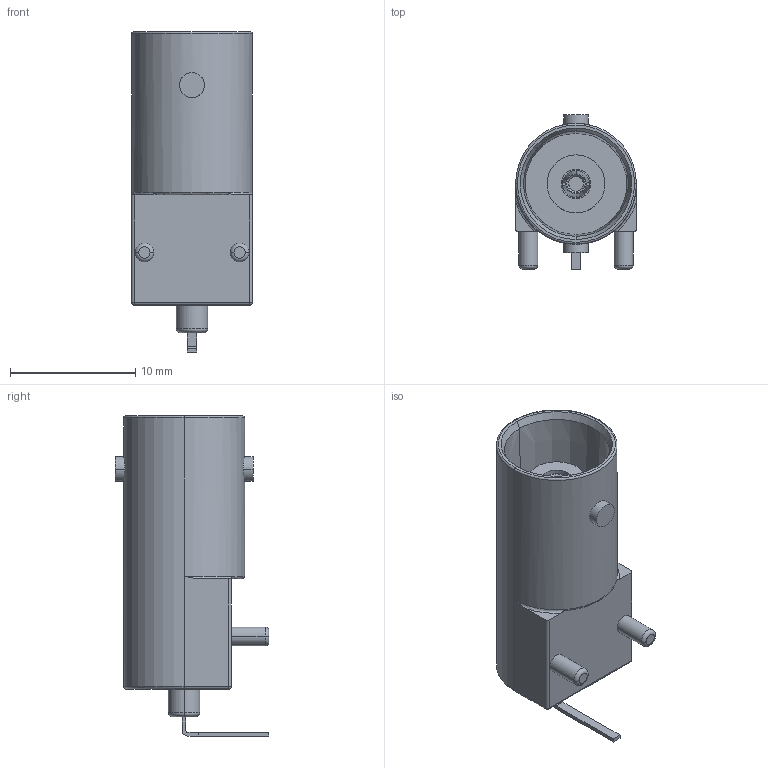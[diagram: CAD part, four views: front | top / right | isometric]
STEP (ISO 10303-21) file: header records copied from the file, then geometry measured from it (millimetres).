
FILE_DESCRIPTION((''),'2;1');
FILE_NAME('731713150','2020-11-23T',('gga'),(''),'PRO/ENGINEER BY PARAMETRIC TECHNOLOGY CORPORATION, 2016010','PRO/ENGINEER BY PARAMETRIC TECHNOLOGY CORPORATION, 2016010','');
FILE_SCHEMA(('CONFIG_CONTROL_DESIGN'));
Length unit declared in the file: millimetre
Products named in the file (1): 731713150
Bounding box: 9.65 x 12.29 x 25.55 mm (x, y, z)
Volume: 1235.6 mm3; surface area: 1266 mm2
Topology: 1 solids, 1 shells, 94 faces, 222 edges, 139 vertices
Faces by surface type: plane 35, cylinder 31, cone 14, torus 12, sphere 2
Entity records: 2862 total; most frequent: CARTESIAN_POINT 635, DIRECTION 483, ORIENTED_EDGE 428, EDGE_CURVE 214, AXIS2_PLACEMENT_3D 198, VERTEX_POINT 133, EDGE_LOOP 105, CIRCLE 103
